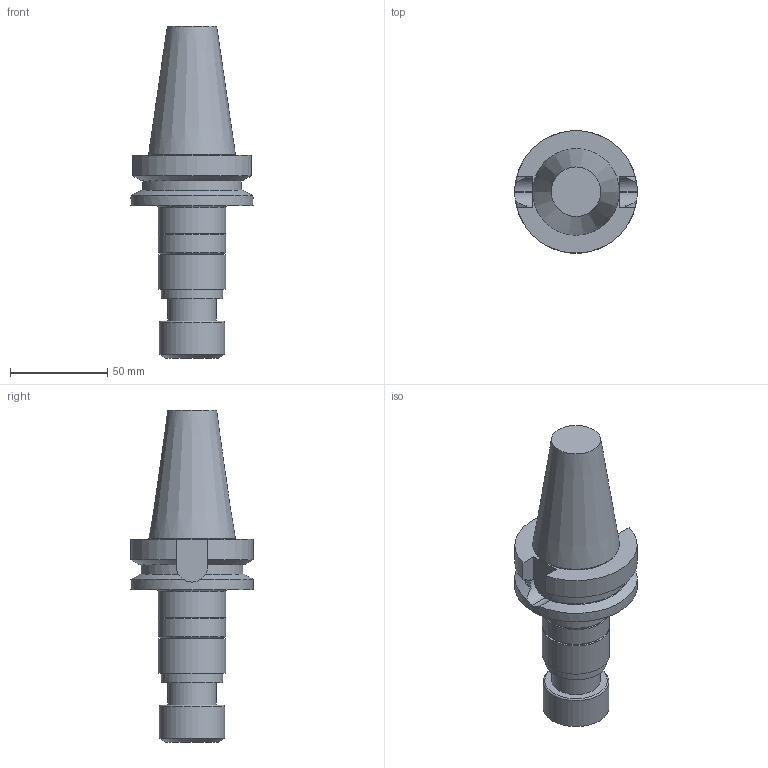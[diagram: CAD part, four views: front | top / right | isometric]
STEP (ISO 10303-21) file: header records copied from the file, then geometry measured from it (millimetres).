
FILE_DESCRIPTION(/* description */ (''),/* implementation_level */ '2;1');
FILE_NAME(/* name */ '1525678332281.stp',/* time_stamp */ '2018-05-07T09:32:23+02:00',/* author */ (''),/* organization */ ('SMS'),/* preprocessor_version */ 'ST-DEVELOPER v15',/* originating_system */ 'SIEMENS PLM Software NX 8.5',/* authorisation */ '');
FILE_SCHEMA (('AUTOMOTIVE_DESIGN { 1 0 10303 214 3 1 1 1 }'));
Length unit declared in the file: millimetre
Products named in the file (1): 112029227mod000_00
Bounding box: 62.98 x 62.98 x 170.6 mm (x, y, z)
Volume: 201684.4 mm3; surface area: 27731.6 mm2
Topology: 1 solids, 1 shells, 49 faces, 118 edges, 81 vertices
Faces by surface type: plane 21, cylinder 16, cone 10, torus 2
Full cylindrical faces by diameter (mm): 24.867 x1, 31.5 x1, 33.7 x1, 34.595 x1, 34.6 x2, 44 x1, 62.977 x1
Entity records: 1417 total; most frequent: CARTESIAN_POINT 278, DIRECTION 232, ORIENTED_EDGE 198, EDGE_CURVE 99, AXIS2_PLACEMENT_3D 96, VERTEX_POINT 75, EDGE_LOOP 72, ADVANCED_FACE 49
